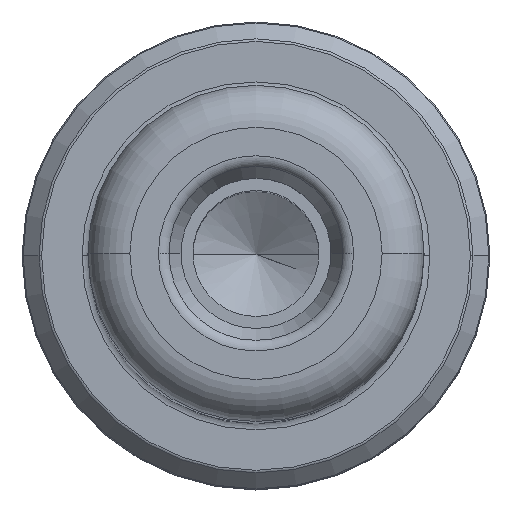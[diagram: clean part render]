
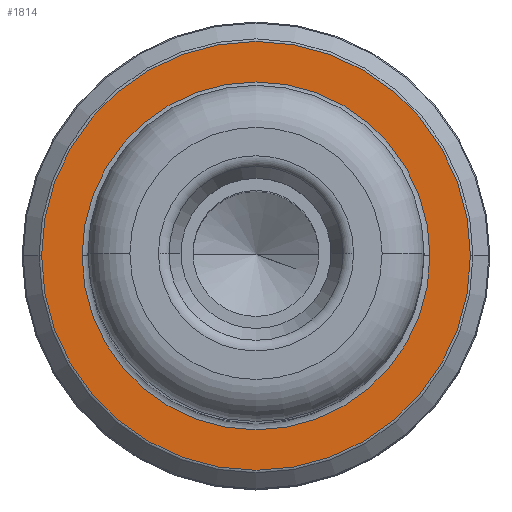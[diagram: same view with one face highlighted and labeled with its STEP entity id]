
A CAD part, top view. The second image highlights one B-rep face of the part: STEP entity #1814.
In plain terms, the highlighted planar face has unit normal (0, 0, 1).
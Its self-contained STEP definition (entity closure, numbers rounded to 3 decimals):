
#2 = FACE_BOUND ( 'NONE', #690, .T. ) ;
#22 = VERTEX_POINT ( 'NONE', #576 ) ;
#51 = CARTESIAN_POINT ( 'NONE',  ( 0., 0., 30. ) ) ;
#261 = FACE_OUTER_BOUND ( 'NONE', #533, .T. ) ;
#270 = CIRCLE ( 'NONE', #2518, 17.876 ) ;
#289 = DIRECTION ( 'NONE',  ( -1., 0., 0. ) ) ;
#300 = CARTESIAN_POINT ( 'NONE',  ( 0., 0., 30. ) ) ;
#474 = CIRCLE ( 'NONE', #2766, 14.5 ) ;
#498 = EDGE_CURVE ( 'NONE', #3053, #22, #504, .T. ) ;
#504 = CIRCLE ( 'NONE', #830, 17.876 ) ;
#520 = CARTESIAN_POINT ( 'NONE',  ( 0., 0., 30. ) ) ;
#533 = EDGE_LOOP ( 'NONE', ( #3379, #3428 ) ) ;
#549 = CARTESIAN_POINT ( 'NONE',  ( -17.876, 0., 30. ) ) ;
#560 = DIRECTION ( 'NONE',  ( 0., 0., 1. ) ) ;
#576 = CARTESIAN_POINT ( 'NONE',  ( 17.876, 0., 30. ) ) ;
#690 = EDGE_LOOP ( 'NONE', ( #1374, #1553 ) ) ;
#830 = AXIS2_PLACEMENT_3D ( 'NONE', #520, #1417, #2975 ) ;
#862 = PLANE ( 'NONE',  #3595 ) ;
#881 = CARTESIAN_POINT ( 'NONE',  ( 0., 0., 30. ) ) ;
#1010 = VERTEX_POINT ( 'NONE', #3602 ) ;
#1083 = EDGE_CURVE ( 'NONE', #3470, #1010, #3135, .T. ) ;
#1131 = DIRECTION ( 'NONE',  ( 1., 0., 0. ) ) ;
#1374 = ORIENTED_EDGE ( 'NONE', *, *, #2042, .T. ) ;
#1417 = DIRECTION ( 'NONE',  ( 0., 0., 1. ) ) ;
#1439 = DIRECTION ( 'NONE',  ( 1., 0., 0. ) ) ;
#1478 = CARTESIAN_POINT ( 'NONE',  ( 14.5, 0., 30. ) ) ;
#1501 = DIRECTION ( 'NONE',  ( 0., 0., -1. ) ) ;
#1553 = ORIENTED_EDGE ( 'NONE', *, *, #1083, .T. ) ;
#1782 = DIRECTION ( 'NONE',  ( 0., 0., 1. ) ) ;
#1814 = ADVANCED_FACE ( 'NONE', ( #2, #261 ), #862, .T. ) ;
#1916 = AXIS2_PLACEMENT_3D ( 'NONE', #881, #1501, #3047 ) ;
#2042 = EDGE_CURVE ( 'NONE', #1010, #3470, #474, .T. ) ;
#2518 = AXIS2_PLACEMENT_3D ( 'NONE', #2662, #1782, #1131 ) ;
#2662 = CARTESIAN_POINT ( 'NONE',  ( 0., 0., 30. ) ) ;
#2766 = AXIS2_PLACEMENT_3D ( 'NONE', #51, #3361, #289 ) ;
#2972 = EDGE_CURVE ( 'NONE', #22, #3053, #270, .T. ) ;
#2975 = DIRECTION ( 'NONE',  ( 1., 0., 0. ) ) ;
#3047 = DIRECTION ( 'NONE',  ( -1., 0., 0. ) ) ;
#3053 = VERTEX_POINT ( 'NONE', #549 ) ;
#3135 = CIRCLE ( 'NONE', #1916, 14.5 ) ;
#3361 = DIRECTION ( 'NONE',  ( 0., 0., -1. ) ) ;
#3379 = ORIENTED_EDGE ( 'NONE', *, *, #2972, .T. ) ;
#3428 = ORIENTED_EDGE ( 'NONE', *, *, #498, .T. ) ;
#3470 = VERTEX_POINT ( 'NONE', #1478 ) ;
#3595 = AXIS2_PLACEMENT_3D ( 'NONE', #300, #560, #1439 ) ;
#3602 = CARTESIAN_POINT ( 'NONE',  ( -14.5, 0., 30. ) ) ;
